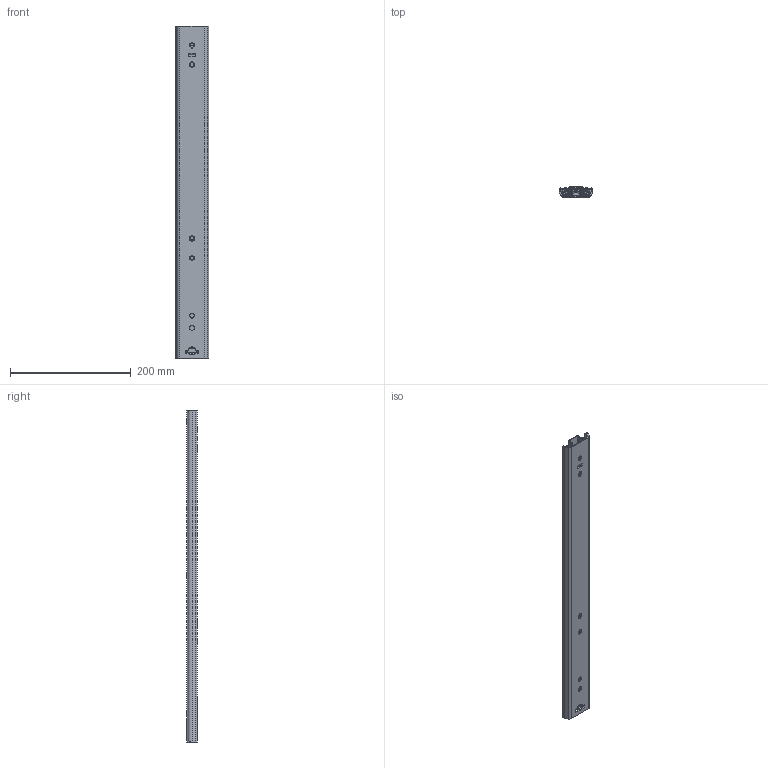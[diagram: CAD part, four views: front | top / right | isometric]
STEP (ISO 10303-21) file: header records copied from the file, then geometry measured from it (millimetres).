
FILE_DESCRIPTION((''),'2;1');
FILE_NAME('112-S26_ASM','2015-05-07T',('w.jans'),(''),'PRO/ENGINEER BY PARAMETRIC TECHNOLOGY CORPORATION, 2003450','PRO/ENGINEER BY PARAMETRIC TECHNOLOGY CORPORATION, 2003450','');
FILE_SCHEMA(('CONFIG_CONTROL_DESIGN'));
Length unit declared in the file: millimetre
Products named in the file (34): 112-S26-SKEL; 511-12-S26-HD_AF0; 511-12-S26-HD_ASM; 515-6XX-12-S26; 911-074; 515-6XX-12-S26_ASM; 512-12-S26-UA2; 512-12-S26-UA2_ASM; 515-7XX-12-S26_AF0; 911-075_AF0; 911-075_AF1; 911-075_AF2; 911-075_AF3; 911-075_AF4; 911-075_AF5; 911-075_AF6; 911-075_AF7; 911-075_AF8; 911-075_AF9; 911-075; 911-075_AF10; 911-075_AF11; 911-075_AF12; 911-075_AF13; 911-075_AF14; 911-075_AF15; 911-075_AF16; 911-075_AF17; 911-075_AF18; 911-075_AF19; 515-7XX-12-S26_ASM; 513-12-S26-U3; 513-12-S26-U3_ASM; 112-S26_ASM
Assembly tree (67 placements, depth 3):
  112-S26_ASM
    112-S26-SKEL
    511-12-S26-HD_ASM
      511-12-S26-HD_AF0
    515-6XX-12-S26_ASM
      515-6XX-12-S26
      911-074  x32
    512-12-S26-UA2_ASM
      512-12-S26-UA2
    515-7XX-12-S26_ASM
      515-7XX-12-S26_AF0
      911-075_AF0
      911-075_AF1
      911-075_AF2
      911-075_AF3
      911-075_AF4
      911-075_AF5
      911-075_AF6
      911-075_AF7
      911-075_AF8
      911-075_AF9
      911-075  x4
      911-075_AF10
      911-075_AF11
      911-075_AF12
      911-075_AF13
      911-075_AF14
      911-075_AF15
      911-075_AF16
      911-075_AF17
      911-075_AF18
      911-075_AF19
    513-12-S26-U3_ASM
      513-12-S26-U3
Bounding box: 55.8 x 17.2 x 550 mm (x, y, z)
Volume: 198055.9 mm3; surface area: 268073.8 mm2
Topology: 61 solids, 61 shells, 1583 faces, 4608 edges, 2914 vertices
Faces by surface type: plane 777, cylinder 640, sphere 112, cone 42, bspline 8, torus 4
Entity records: 54138 total; most frequent: CARTESIAN_POINT 12944, ORIENTED_EDGE 8632, DIRECTION 8506, EDGE_CURVE 4316, AXIS2_PLACEMENT_3D 2920, VERTEX_POINT 2846, VECTOR 2666, LINE 2666
